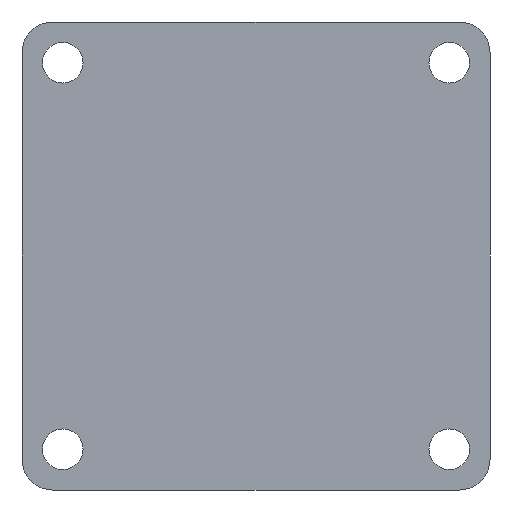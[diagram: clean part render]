
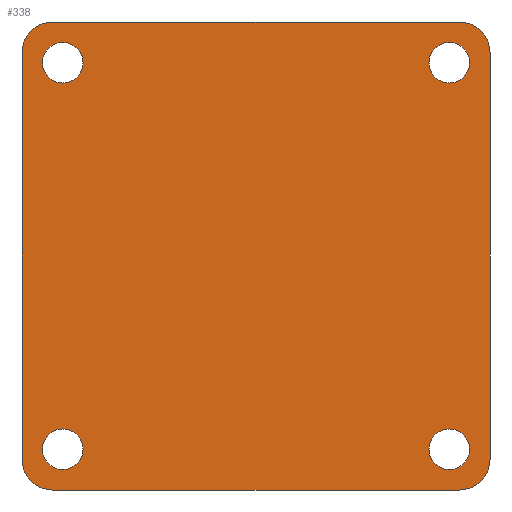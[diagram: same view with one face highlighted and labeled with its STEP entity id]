
A CAD part, front view. The second image highlights one B-rep face of the part: STEP entity #338.
In plain terms, the highlighted planar face has unit normal (0, -1, 0).
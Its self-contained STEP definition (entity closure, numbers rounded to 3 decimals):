
#6 = EDGE_CURVE ( 'NONE', #344, #14, #739, .T. ) ;
#14 = VERTEX_POINT ( 'NONE', #365 ) ;
#28 = EDGE_LOOP ( 'NONE', ( #891 ) ) ;
#38 = EDGE_CURVE ( 'NONE', #344, #1317, #245, .T. ) ;
#51 = DIRECTION ( 'NONE',  ( 0., 0., -1. ) ) ;
#56 = CARTESIAN_POINT ( 'NONE',  ( -100., 0., -100. ) ) ;
#65 = EDGE_CURVE ( 'NONE', #140, #170, #1027, .T. ) ;
#70 = CARTESIAN_POINT ( 'NONE',  ( -95., 0., 85. ) ) ;
#83 = DIRECTION ( 'NONE',  ( 0., -1., 0. ) ) ;
#85 = CIRCLE ( 'NONE', #1169, 10. ) ;
#91 = ORIENTED_EDGE ( 'NONE', *, *, #6, .F. ) ;
#119 = VERTEX_POINT ( 'NONE', #70 ) ;
#138 = VECTOR ( 'NONE', #269, 1000. ) ;
#140 = VERTEX_POINT ( 'NONE', #707 ) ;
#146 = CARTESIAN_POINT ( 'NONE',  ( -115., 0., 115. ) ) ;
#169 = AXIS2_PLACEMENT_3D ( 'NONE', #384, #803, #51 ) ;
#170 = VERTEX_POINT ( 'NONE', #176 ) ;
#174 = CARTESIAN_POINT ( 'NONE',  ( -95., 0., -85. ) ) ;
#176 = CARTESIAN_POINT ( 'NONE',  ( 100., 0., 115. ) ) ;
#198 = EDGE_CURVE ( 'NONE', #1213, #1213, #822, .T. ) ;
#199 = DIRECTION ( 'NONE',  ( 0., 0., -1. ) ) ;
#204 = PLANE ( 'NONE',  #1001 ) ;
#222 = CARTESIAN_POINT ( 'NONE',  ( -115., 0., 115. ) ) ;
#245 = CIRCLE ( 'NONE', #169, 15. ) ;
#249 = DIRECTION ( 'NONE',  ( 0., 0., 1. ) ) ;
#254 = FACE_BOUND ( 'NONE', #28, .T. ) ;
#269 = DIRECTION ( 'NONE',  ( 0., 0., -1. ) ) ;
#288 = VECTOR ( 'NONE', #898, 1000. ) ;
#302 = CIRCLE ( 'NONE', #1208, 10. ) ;
#324 = FACE_BOUND ( 'NONE', #583, .T. ) ;
#329 = DIRECTION ( 'NONE',  ( 1., 0., 0. ) ) ;
#338 = ADVANCED_FACE ( 'NONE', ( #254, #422, #1219, #324, #1302 ), #204, .T. ) ;
#344 = VERTEX_POINT ( 'NONE', #748 ) ;
#345 = ORIENTED_EDGE ( 'NONE', *, *, #750, .T. ) ;
#365 = CARTESIAN_POINT ( 'NONE',  ( -100., 0., -115. ) ) ;
#384 = CARTESIAN_POINT ( 'NONE',  ( 100., 0., -100. ) ) ;
#400 = VERTEX_POINT ( 'NONE', #1237 ) ;
#407 = DIRECTION ( 'NONE',  ( 0., 0., -1. ) ) ;
#422 = FACE_BOUND ( 'NONE', #1062, .T. ) ;
#444 = VERTEX_POINT ( 'NONE', #972 ) ;
#485 = DIRECTION ( 'NONE',  ( 0., -1., 0. ) ) ;
#496 = CARTESIAN_POINT ( 'NONE',  ( -115., 0., -115. ) ) ;
#502 = CARTESIAN_POINT ( 'NONE',  ( 115., 0., 115. ) ) ;
#504 = VERTEX_POINT ( 'NONE', #174 ) ;
#520 = DIRECTION ( 'NONE',  ( 0., 1., 0. ) ) ;
#526 = CARTESIAN_POINT ( 'NONE',  ( -100., 0., 115. ) ) ;
#545 = EDGE_LOOP ( 'NONE', ( #924, #618, #781, #345, #91, #1207, #856, #825 ) ) ;
#566 = EDGE_CURVE ( 'NONE', #444, #574, #1082, .T. ) ;
#572 = ORIENTED_EDGE ( 'NONE', *, *, #198, .T. ) ;
#574 = VERTEX_POINT ( 'NONE', #1201 ) ;
#583 = EDGE_LOOP ( 'NONE', ( #1361 ) ) ;
#588 = DIRECTION ( 'NONE',  ( 0., -1., 0. ) ) ;
#592 = AXIS2_PLACEMENT_3D ( 'NONE', #1054, #520, #723 ) ;
#601 = VECTOR ( 'NONE', #329, 1000. ) ;
#610 = CARTESIAN_POINT ( 'NONE',  ( -100., 0., 100. ) ) ;
#614 = CIRCLE ( 'NONE', #682, 15. ) ;
#618 = ORIENTED_EDGE ( 'NONE', *, *, #1334, .T. ) ;
#645 = EDGE_CURVE ( 'NONE', #504, #504, #302, .T. ) ;
#664 = VECTOR ( 'NONE', #1119, 1000. ) ;
#673 = CARTESIAN_POINT ( 'NONE',  ( -95., 0., -95. ) ) ;
#682 = AXIS2_PLACEMENT_3D ( 'NONE', #56, #485, #1318 ) ;
#707 = CARTESIAN_POINT ( 'NONE',  ( 115., 0., 100. ) ) ;
#708 = AXIS2_PLACEMENT_3D ( 'NONE', #1120, #588, #1131 ) ;
#723 = DIRECTION ( 'NONE',  ( 0., 0., -1. ) ) ;
#739 = LINE ( 'NONE', #496, #288 ) ;
#748 = CARTESIAN_POINT ( 'NONE',  ( 100., 0., -115. ) ) ;
#750 = EDGE_CURVE ( 'NONE', #444, #14, #614, .T. ) ;
#781 = ORIENTED_EDGE ( 'NONE', *, *, #566, .F. ) ;
#789 = DIRECTION ( 'NONE',  ( 0., 1., 0. ) ) ;
#803 = DIRECTION ( 'NONE',  ( 0., -1., 0. ) ) ;
#822 = CIRCLE ( 'NONE', #1108, 10. ) ;
#825 = ORIENTED_EDGE ( 'NONE', *, *, #65, .T. ) ;
#848 = EDGE_CURVE ( 'NONE', #140, #1317, #1216, .T. ) ;
#856 = ORIENTED_EDGE ( 'NONE', *, *, #848, .F. ) ;
#887 = LINE ( 'NONE', #222, #601 ) ;
#891 = ORIENTED_EDGE ( 'NONE', *, *, #1039, .T. ) ;
#898 = DIRECTION ( 'NONE',  ( -1., 0., 0. ) ) ;
#918 = DIRECTION ( 'NONE',  ( 0., 1., 0. ) ) ;
#924 = ORIENTED_EDGE ( 'NONE', *, *, #1133, .F. ) ;
#943 = CARTESIAN_POINT ( 'NONE',  ( 95., 0., -105. ) ) ;
#950 = CARTESIAN_POINT ( 'NONE',  ( 0., 0., 0. ) ) ;
#972 = CARTESIAN_POINT ( 'NONE',  ( -115., 0., -100. ) ) ;
#1001 = AXIS2_PLACEMENT_3D ( 'NONE', #950, #1063, #199 ) ;
#1002 = CIRCLE ( 'NONE', #1016, 15. ) ;
#1016 = AXIS2_PLACEMENT_3D ( 'NONE', #610, #83, #407 ) ;
#1020 = EDGE_CURVE ( 'NONE', #400, #400, #85, .T. ) ;
#1027 = CIRCLE ( 'NONE', #708, 15. ) ;
#1031 = DIRECTION ( 'NONE',  ( 0., 0., -1. ) ) ;
#1035 = DIRECTION ( 'NONE',  ( 0., 0., 1. ) ) ;
#1039 = EDGE_CURVE ( 'NONE', #119, #119, #1202, .T. ) ;
#1054 = CARTESIAN_POINT ( 'NONE',  ( -95., 0., 95. ) ) ;
#1062 = EDGE_LOOP ( 'NONE', ( #1254 ) ) ;
#1063 = DIRECTION ( 'NONE',  ( 0., -1., 0. ) ) ;
#1082 = LINE ( 'NONE', #146, #664 ) ;
#1108 = AXIS2_PLACEMENT_3D ( 'NONE', #1261, #918, #1031 ) ;
#1117 = EDGE_LOOP ( 'NONE', ( #572 ) ) ;
#1119 = DIRECTION ( 'NONE',  ( 0., 0., 1. ) ) ;
#1120 = CARTESIAN_POINT ( 'NONE',  ( 100., 0., 100. ) ) ;
#1131 = DIRECTION ( 'NONE',  ( 0., 0., -1. ) ) ;
#1133 = EDGE_CURVE ( 'NONE', #1322, #170, #887, .T. ) ;
#1151 = CARTESIAN_POINT ( 'NONE',  ( 95., 0., 95. ) ) ;
#1169 = AXIS2_PLACEMENT_3D ( 'NONE', #1151, #1355, #1035 ) ;
#1201 = CARTESIAN_POINT ( 'NONE',  ( -115., 0., 100. ) ) ;
#1202 = CIRCLE ( 'NONE', #592, 10. ) ;
#1207 = ORIENTED_EDGE ( 'NONE', *, *, #38, .T. ) ;
#1208 = AXIS2_PLACEMENT_3D ( 'NONE', #673, #789, #249 ) ;
#1213 = VERTEX_POINT ( 'NONE', #943 ) ;
#1216 = LINE ( 'NONE', #502, #138 ) ;
#1219 = FACE_BOUND ( 'NONE', #1117, .T. ) ;
#1237 = CARTESIAN_POINT ( 'NONE',  ( 95., 0., 105. ) ) ;
#1254 = ORIENTED_EDGE ( 'NONE', *, *, #1020, .T. ) ;
#1261 = CARTESIAN_POINT ( 'NONE',  ( 95., 0., -95. ) ) ;
#1265 = CARTESIAN_POINT ( 'NONE',  ( 115., 0., -100. ) ) ;
#1302 = FACE_OUTER_BOUND ( 'NONE', #545, .T. ) ;
#1317 = VERTEX_POINT ( 'NONE', #1265 ) ;
#1318 = DIRECTION ( 'NONE',  ( 0., 0., -1. ) ) ;
#1322 = VERTEX_POINT ( 'NONE', #526 ) ;
#1334 = EDGE_CURVE ( 'NONE', #1322, #574, #1002, .T. ) ;
#1355 = DIRECTION ( 'NONE',  ( 0., 1., 0. ) ) ;
#1361 = ORIENTED_EDGE ( 'NONE', *, *, #645, .T. ) ;
